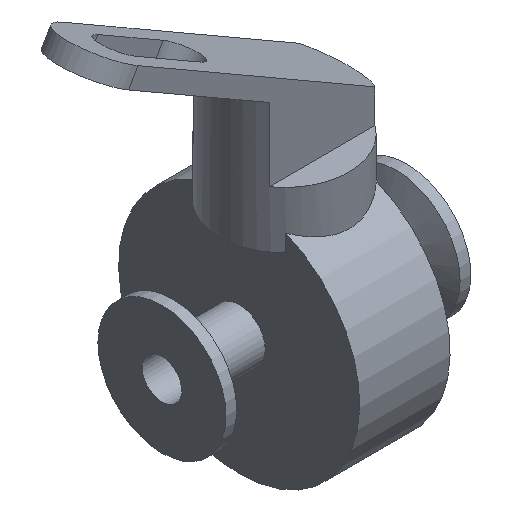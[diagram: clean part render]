
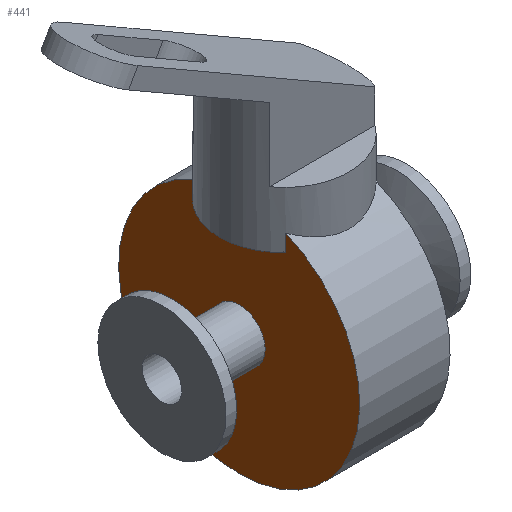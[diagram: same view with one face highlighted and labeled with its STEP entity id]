
A CAD part, isometric view. The second image highlights one B-rep face of the part: STEP entity #441.
In plain terms, the highlighted planar face has unit normal (-1, 0, 0).
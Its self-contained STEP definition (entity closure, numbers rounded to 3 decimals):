
#21=FACE_BOUND('',#85,.T.);
#38=PLANE('',#501);
#56=FACE_OUTER_BOUND('',#84,.T.);
#84=EDGE_LOOP('',(#371,#372,#373,#374));
#85=EDGE_LOOP('',(#375));
#121=LINE('',#747,#155);
#122=LINE('',#751,#156);
#125=LINE('',#776,#159);
#155=VECTOR('',#588,10.);
#156=VECTOR('',#591,10.);
#159=VECTOR('',#604,10.);
#179=CIRCLE('',#502,32.);
#180=CIRCLE('',#503,6.9);
#215=VERTEX_POINT('',#731);
#216=VERTEX_POINT('',#746);
#217=VERTEX_POINT('',#748);
#218=VERTEX_POINT('',#750);
#221=VERTEX_POINT('',#782);
#264=EDGE_CURVE('',#216,#215,#121,.T.);
#266=EDGE_CURVE('',#218,#217,#122,.T.);
#272=EDGE_CURVE('',#217,#216,#125,.T.);
#274=EDGE_CURVE('',#218,#215,#179,.T.);
#275=EDGE_CURVE('',#221,#221,#180,.T.);
#371=ORIENTED_EDGE('',*,*,#266,.T.);
#372=ORIENTED_EDGE('',*,*,#272,.T.);
#373=ORIENTED_EDGE('',*,*,#264,.T.);
#374=ORIENTED_EDGE('',*,*,#274,.F.);
#375=ORIENTED_EDGE('',*,*,#275,.T.);
#441=ADVANCED_FACE('',(#56,#21),#38,.T.);
#501=AXIS2_PLACEMENT_3D('',#780,#610,#611);
#502=AXIS2_PLACEMENT_3D('',#781,#612,#613);
#503=AXIS2_PLACEMENT_3D('',#783,#614,#615);
#588=DIRECTION('',(0.,0.,1.));
#591=DIRECTION('',(0.,0.,-1.));
#604=DIRECTION('',(0.,1.,0.));
#610=DIRECTION('center_axis',(-1.,0.,0.));
#611=DIRECTION('ref_axis',(0.,0.,1.));
#612=DIRECTION('center_axis',(1.,0.,0.));
#613=DIRECTION('ref_axis',(0.,0.,1.));
#614=DIRECTION('center_axis',(1.,0.,0.));
#615=DIRECTION('ref_axis',(0.,0.,1.));
#731=CARTESIAN_POINT('',(-12.,12.392,29.503));
#746=CARTESIAN_POINT('',(-12.,12.392,25.));
#747=CARTESIAN_POINT('',(-12.,12.392,25.));
#748=CARTESIAN_POINT('',(-12.,-12.392,25.));
#750=CARTESIAN_POINT('',(-12.,-12.392,29.503));
#751=CARTESIAN_POINT('',(-12.,-12.392,25.));
#776=CARTESIAN_POINT('',(-12.,0.,25.));
#780=CARTESIAN_POINT('Origin',(-12.,0.,19.45));
#781=CARTESIAN_POINT('Origin',(-12.,0.,0.));
#782=CARTESIAN_POINT('',(-12.,0.,-6.9));
#783=CARTESIAN_POINT('Origin',(-12.,0.,0.));
